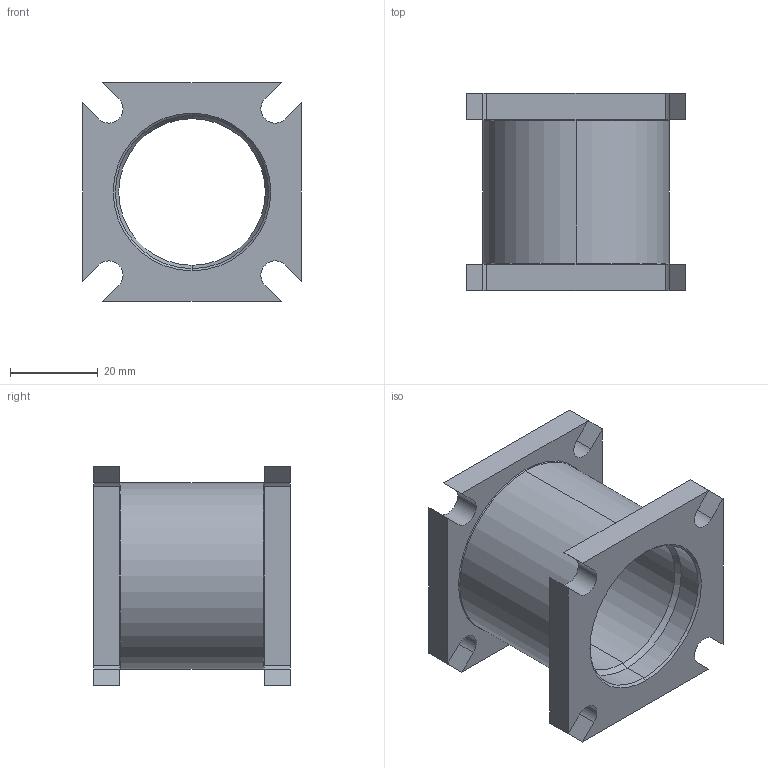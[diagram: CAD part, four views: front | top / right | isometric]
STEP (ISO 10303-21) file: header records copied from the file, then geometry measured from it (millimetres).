
FILE_DESCRIPTION (( 'STEP AP214' ), '1' );
FILE_NAME ('RD001411.STEP', '2023-07-13T06:47:53', ( '' ), ( '' ), 'SwSTEP 2.0', 'SolidWorks 2022', '' );
FILE_SCHEMA (( 'AUTOMOTIVE_DESIGN' ));
Length unit declared in the file: millimetre
Products named in the file (1): RD001411
Bounding box: 50 x 45 x 50 mm (x, y, z)
Volume: 33119.4 mm3; surface area: 16364 mm2
Topology: 1 solids, 1 shells, 60 faces, 152 edges, 96 vertices
Faces by surface type: plane 28, cylinder 20, cone 12
Entity records: 1834 total; most frequent: DIRECTION 322, CARTESIAN_POINT 309, ORIENTED_EDGE 304, EDGE_CURVE 152, AXIS2_PLACEMENT_3D 109, LINE 104, VECTOR 104, VERTEX_POINT 96
